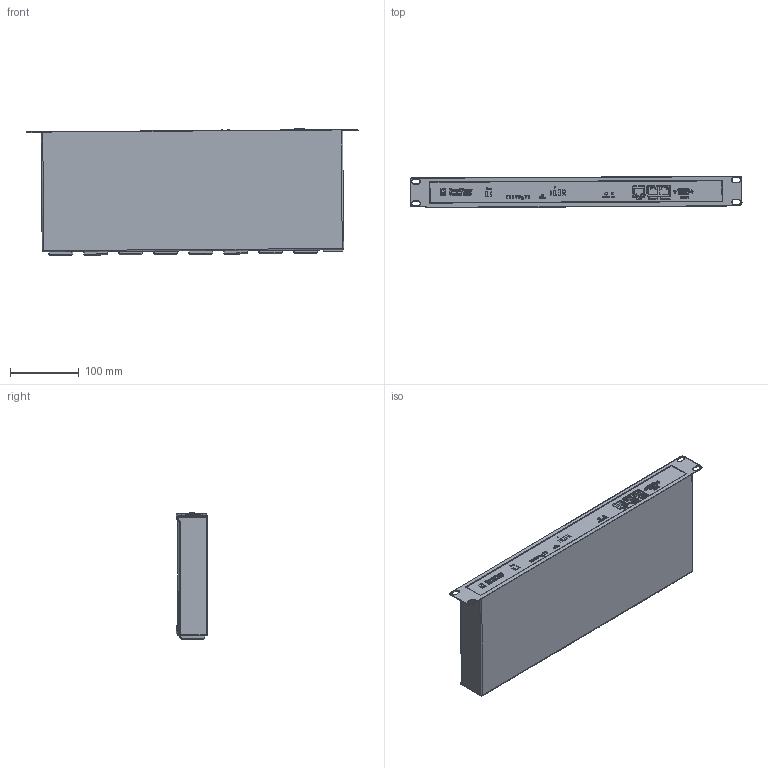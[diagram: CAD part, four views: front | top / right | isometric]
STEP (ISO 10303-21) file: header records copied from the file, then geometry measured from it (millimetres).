
FILE_DESCRIPTION(/* description */ (''),/* implementation_level */ '2;1');
FILE_NAME(/* name */ 'c Power Control 8035 Stand 230308.step',/* time_stamp */ '2024-04-12T15:27:48+02:00',/* author */ (''),/* organization */ (''),/* preprocessor_version */ 'ST-DEVELOPER v20',/* originating_system */ 'Autodesk Translation Framework v12.20.1.177',/* authorisation */ '');
FILE_SCHEMA (('AUTOMOTIVE_DESIGN { 1 0 10303 214 3 1 1 }'));
Products named in the file (1): c Power Control 8035 Stand 230308 v2
Bounding box: 483.15 x 45.58 x 184.42 mm (x, y, z)
Volume: 3216991.4 mm3; surface area: 232282.5 mm2
Topology: 124 solids, 172 shells, 3070 faces, 7401 edges, 4727 vertices
Faces by surface type: plane 1604, bspline 738, cylinder 459, torus 214, sphere 44, cone 11
Full cylindrical faces by diameter (mm): 1.6 x9, 2 x2, 2.668 x1, 6.623 x1
Entity records: 95219 total; most frequent: CARTESIAN_POINT 27299, ORIENTED_EDGE 14768, DIRECTION 11908, EDGE_CURVE 7384, VERTEX_POINT 4727, LINE 4658, VECTOR 4658, AXIS2_PLACEMENT_3D 3625
